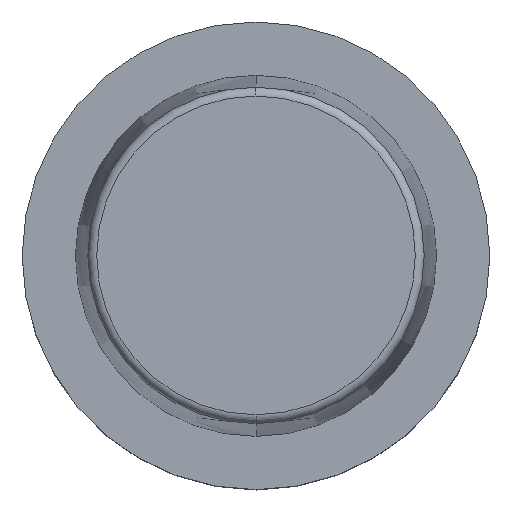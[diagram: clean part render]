
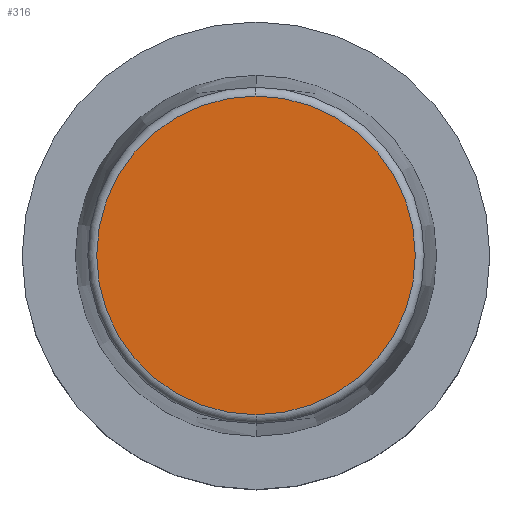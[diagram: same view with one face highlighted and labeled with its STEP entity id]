
A CAD part, top view. The second image highlights one B-rep face of the part: STEP entity #316.
In plain terms, the highlighted planar face has unit normal (0, 0, 1).
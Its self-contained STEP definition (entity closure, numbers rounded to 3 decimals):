
#316=ADVANCED_FACE('',(#720),#721,.T.);
#344=VERTEX_POINT('',#752);
#460=VERTEX_POINT('',#885);
#528=EDGE_CURVE('',#344,#460,#959,.T.);
#538=EDGE_CURVE('',#460,#344,#971,.T.);
#720=FACE_OUTER_BOUND('',#1185,.T.);
#721=PLANE('',#1186);
#752=CARTESIAN_POINT('',(0.0,21.462,32.0));
#885=CARTESIAN_POINT('',(0.,-21.462,32.0));
#959=CIRCLE('',#1493,21.462);
#971=CIRCLE('',#1507,21.462);
#1185=EDGE_LOOP('',(#1716,#1717));
#1186=AXIS2_PLACEMENT_3D('',#1718,#1719,#1720);
#1493=AXIS2_PLACEMENT_3D('',#2044,#2045,#2046);
#1507=AXIS2_PLACEMENT_3D('',#2066,#2067,#2068);
#1716=ORIENTED_EDGE('',*,*,#528,.F.);
#1717=ORIENTED_EDGE('',*,*,#538,.F.);
#1718=CARTESIAN_POINT('',(0.0,10.731,32.0));
#1719=DIRECTION('',(-0.0,0.0,1.0));
#1720=DIRECTION('',(0.0,-1.0,0.0));
#2044=CARTESIAN_POINT('',(0.0,0.0,32.0));
#2045=DIRECTION('',(0.0,0.0,-1.0));
#2046=DIRECTION('',(0.0,1.0,0.0));
#2066=CARTESIAN_POINT('',(0.0,0.0,32.0));
#2067=DIRECTION('',(0.0,0.0,-1.0));
#2068=DIRECTION('',(0.0,1.0,0.0));
